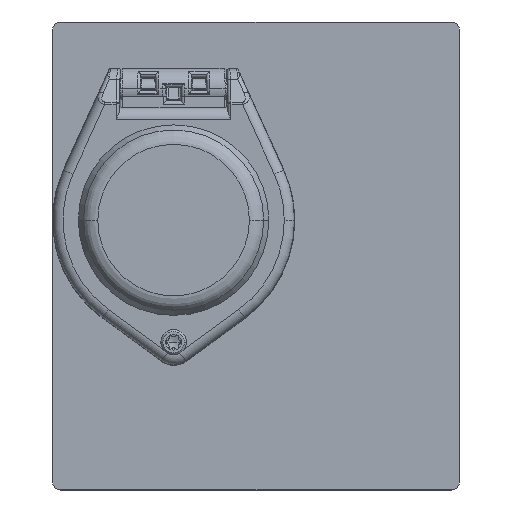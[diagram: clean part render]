
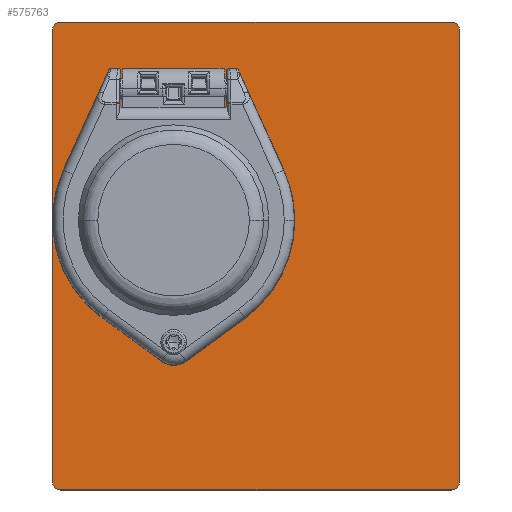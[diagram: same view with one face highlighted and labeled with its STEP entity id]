
A CAD part, top view. The second image highlights one B-rep face of the part: STEP entity #575763.
In plain terms, the highlighted planar face has unit normal (0, 0, 1).
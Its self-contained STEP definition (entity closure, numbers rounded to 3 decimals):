
#6899 = DIRECTION ( 'NONE',  ( 1., 0., 0. ) ) ;
#19278 = B_SPLINE_CURVE_WITH_KNOTS ( 'NONE', 3,
 ( #93360, #409528, #316234, #593160 ),
 .UNSPECIFIED., .F., .F.,
 ( 4, 4 ),
 ( 0., 1. ),
 .UNSPECIFIED. ) ;
#20539 = VECTOR ( 'NONE', #484862, 1000. ) ;
#21565 = VERTEX_POINT ( 'NONE', #506233 ) ;
#25202 = B_SPLINE_CURVE_WITH_KNOTS ( 'NONE', 3,
 ( #520933, #475771, #385414, #478756 ),
 .UNSPECIFIED., .F., .F.,
 ( 4, 4 ),
 ( 0., 1. ),
 .UNSPECIFIED. ) ;
#25876 = B_SPLINE_CURVE_WITH_KNOTS ( 'NONE', 3,
 ( #294810, #388113, #300746, #475482 ),
 .UNSPECIFIED., .F., .F.,
 ( 4, 4 ),
 ( 0., 1. ),
 .UNSPECIFIED. ) ;
#26372 = CARTESIAN_POINT ( 'NONE',  ( -97.605, 14.688, 1.524 ) ) ;
#30266 = CARTESIAN_POINT ( 'NONE',  ( -0.069, 14.688, 1.524 ) ) ;
#34072 = CARTESIAN_POINT ( 'NONE',  ( -69.411, 81.998, 1.524 ) ) ;
#37259 = CARTESIAN_POINT ( 'NONE',  ( -0.069, 14.688, 1.524 ) ) ;
#39061 = DIRECTION ( 'NONE',  ( 0., 1., 0. ) ) ;
#54730 = LINE ( 'NONE', #136243, #202403 ) ;
#57890 = EDGE_CURVE ( 'NONE', #511193, #196616, #295268, .T. ) ;
#57983 = FACE_BOUND ( 'NONE', #373337, .T. ) ;
#58094 = EDGE_CURVE ( 'NONE', #21565, #389165, #204916, .T. ) ;
#63933 = CARTESIAN_POINT ( 'NONE',  ( -99.04, 130.931, 1.524 ) ) ;
#81959 = EDGE_CURVE ( 'NONE', #95210, #575292, #165804, .T. ) ;
#85889 = AXIS2_PLACEMENT_3D ( 'NONE', #63933, #509723, #6899 ) ;
#90202 = CARTESIAN_POINT ( 'NONE',  ( -99.637, 15.603, 1.524 ) ) ;
#93360 = CARTESIAN_POINT ( 'NONE',  ( -97.605, 131.528, 1.524 ) ) ;
#95210 = VERTEX_POINT ( 'NONE', #26372 ) ;
#115752 = DIRECTION ( 'NONE',  ( 0., 0., 1. ) ) ;
#117573 = CARTESIAN_POINT ( 'NONE',  ( -97.605, 131.528, 1.524 ) ) ;
#126871 = EDGE_CURVE ( 'NONE', #389165, #511193, #25202, .T. ) ;
#131456 = EDGE_LOOP ( 'NONE', ( #435768, #300954, #239428, #574610, #504196, #289532, #566387, #288039 ) ) ;
#136243 = CARTESIAN_POINT ( 'NONE',  ( -99.637, 16.72, 1.524 ) ) ;
#152800 = EDGE_CURVE ( 'NONE', #323935, #330604, #236129, .T. ) ;
#155260 = VERTEX_POINT ( 'NONE', #346158 ) ;
#156755 = CARTESIAN_POINT ( 'NONE',  ( -99.637, 16.72, 1.524 ) ) ;
#165804 = LINE ( 'NONE', #30266, #301185 ) ;
#169061 = AXIS2_PLACEMENT_3D ( 'NONE', #34072, #211815, #308075 ) ;
#192183 = AXIS2_PLACEMENT_3D ( 'NONE', #344549, #115752, #528195 ) ;
#196616 = VERTEX_POINT ( 'NONE', #466101 ) ;
#202403 = VECTOR ( 'NONE', #503519, 1000. ) ;
#204916 = LINE ( 'NONE', #409333, #568523 ) ;
#211199 = CARTESIAN_POINT ( 'NONE',  ( -48.456, 81.998, 1.524 ) ) ;
#211815 = DIRECTION ( 'NONE',  ( 0., 0., 1. ) ) ;
#236129 = CIRCLE ( 'NONE', #169061, 20.955 ) ;
#239428 = ORIENTED_EDGE ( 'NONE', *, *, #273842, .T. ) ;
#243026 = EDGE_CURVE ( 'NONE', #155260, #527271, #54730, .T. ) ;
#273842 = EDGE_CURVE ( 'NONE', #527271, #95210, #408861, .T. ) ;
#288039 = ORIENTED_EDGE ( 'NONE', *, *, #57890, .T. ) ;
#289313 = EDGE_CURVE ( 'NONE', #575292, #21565, #25876, .T. ) ;
#289532 = ORIENTED_EDGE ( 'NONE', *, *, #58094, .T. ) ;
#294810 = CARTESIAN_POINT ( 'NONE',  ( -0.069, 14.688, 1.524 ) ) ;
#295268 = LINE ( 'NONE', #117573, #20539 ) ;
#300746 = CARTESIAN_POINT ( 'NONE',  ( 1.963, 15.603, 1.524 ) ) ;
#300954 = ORIENTED_EDGE ( 'NONE', *, *, #243026, .T. ) ;
#301185 = VECTOR ( 'NONE', #451644, 1000. ) ;
#308075 = DIRECTION ( 'NONE',  ( 1., 0., 0. ) ) ;
#316234 = CARTESIAN_POINT ( 'NONE',  ( -99.637, 130.614, 1.524 ) ) ;
#323935 = VERTEX_POINT ( 'NONE', #211199 ) ;
#329008 = PLANE ( 'NONE',  #85889 ) ;
#330604 = VERTEX_POINT ( 'NONE', #437936 ) ;
#344549 = CARTESIAN_POINT ( 'NONE',  ( -69.411, 81.998, 1.524 ) ) ;
#346158 = CARTESIAN_POINT ( 'NONE',  ( -99.637, 129.496, 1.524 ) ) ;
#364155 = CARTESIAN_POINT ( 'NONE',  ( -98.722, 14.688, 1.524 ) ) ;
#373337 = EDGE_LOOP ( 'NONE', ( #405130, #546481 ) ) ;
#385414 = CARTESIAN_POINT ( 'NONE',  ( 1.049, 131.528, 1.524 ) ) ;
#388113 = CARTESIAN_POINT ( 'NONE',  ( 1.049, 14.688, 1.524 ) ) ;
#389165 = VERTEX_POINT ( 'NONE', #547300 ) ;
#405130 = ORIENTED_EDGE ( 'NONE', *, *, #511706, .F. ) ;
#408861 = B_SPLINE_CURVE_WITH_KNOTS ( 'NONE', 3,
 ( #415250, #90202, #364155, #550767 ),
 .UNSPECIFIED., .F., .F.,
 ( 4, 4 ),
 ( 0., 1. ),
 .UNSPECIFIED. ) ;
#409333 = CARTESIAN_POINT ( 'NONE',  ( 1.963, 129.496, 1.524 ) ) ;
#409528 = CARTESIAN_POINT ( 'NONE',  ( -98.722, 131.528, 1.524 ) ) ;
#415250 = CARTESIAN_POINT ( 'NONE',  ( -99.637, 16.72, 1.524 ) ) ;
#435768 = ORIENTED_EDGE ( 'NONE', *, *, #582181, .T. ) ;
#437936 = CARTESIAN_POINT ( 'NONE',  ( -90.366, 81.998, 1.524 ) ) ;
#451644 = DIRECTION ( 'NONE',  ( 1., 0., 0. ) ) ;
#466101 = CARTESIAN_POINT ( 'NONE',  ( -97.605, 131.528, 1.524 ) ) ;
#475482 = CARTESIAN_POINT ( 'NONE',  ( 1.963, 16.72, 1.524 ) ) ;
#475771 = CARTESIAN_POINT ( 'NONE',  ( 1.963, 130.614, 1.524 ) ) ;
#476393 = FACE_OUTER_BOUND ( 'NONE', #131456, .T. ) ;
#478756 = CARTESIAN_POINT ( 'NONE',  ( -0.069, 131.528, 1.524 ) ) ;
#480581 = CIRCLE ( 'NONE', #192183, 20.955 ) ;
#484862 = DIRECTION ( 'NONE',  ( -1., 0., 0. ) ) ;
#491926 = CARTESIAN_POINT ( 'NONE',  ( -0.069, 131.528, 1.524 ) ) ;
#503519 = DIRECTION ( 'NONE',  ( 0., -1., 0. ) ) ;
#504196 = ORIENTED_EDGE ( 'NONE', *, *, #289313, .T. ) ;
#506233 = CARTESIAN_POINT ( 'NONE',  ( 1.963, 16.72, 1.524 ) ) ;
#509723 = DIRECTION ( 'NONE',  ( 0., 0., 1. ) ) ;
#511193 = VERTEX_POINT ( 'NONE', #491926 ) ;
#511706 = EDGE_CURVE ( 'NONE', #330604, #323935, #480581, .T. ) ;
#520933 = CARTESIAN_POINT ( 'NONE',  ( 1.963, 129.496, 1.524 ) ) ;
#527271 = VERTEX_POINT ( 'NONE', #156755 ) ;
#528195 = DIRECTION ( 'NONE',  ( 1., 0., 0. ) ) ;
#546481 = ORIENTED_EDGE ( 'NONE', *, *, #152800, .F. ) ;
#547300 = CARTESIAN_POINT ( 'NONE',  ( 1.963, 129.496, 1.524 ) ) ;
#550767 = CARTESIAN_POINT ( 'NONE',  ( -97.605, 14.688, 1.524 ) ) ;
#566387 = ORIENTED_EDGE ( 'NONE', *, *, #126871, .T. ) ;
#568523 = VECTOR ( 'NONE', #39061, 1000. ) ;
#574610 = ORIENTED_EDGE ( 'NONE', *, *, #81959, .T. ) ;
#575292 = VERTEX_POINT ( 'NONE', #37259 ) ;
#575763 = ADVANCED_FACE ( 'NONE', ( #476393, #57983 ), #329008, .T. ) ;
#582181 = EDGE_CURVE ( 'NONE', #196616, #155260, #19278, .T. ) ;
#593160 = CARTESIAN_POINT ( 'NONE',  ( -99.637, 129.496, 1.524 ) ) ;
